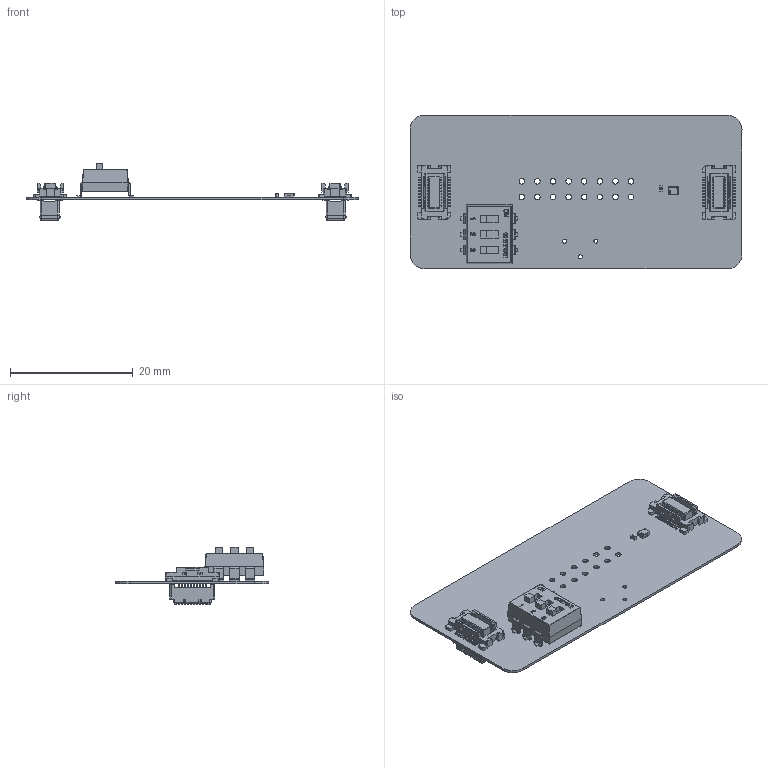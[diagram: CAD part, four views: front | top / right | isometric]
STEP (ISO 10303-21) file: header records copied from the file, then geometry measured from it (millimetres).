
FILE_DESCRIPTION(('Open CASCADE Model'),'2;1');
FILE_NAME('Open CASCADE Shape Model','2022-05-19T10:32:55',('Author'),( 'Open CASCADE'),'Open CASCADE STEP processor 6.8','Open CASCADE 6.8' ,'Unknown');
FILE_SCHEMA(('AUTOMOTIVE_DESIGN { 1 0 10303 214 1 1 1 1 }'));
Length unit declared in the file: millimetre
Products named in the file (31): PCB; Board; Open CASCADE STEP translator 6.8 7.1.1; SW1_C; Switch_Omron_Electronics_Inc-EMC_Div_A6SN-3101_eec; body; pins; actuators; part_number; U1_C; IC_Analog_Devices_ADG824BCPZ-REEL7_eec; 1; 2; Open CASCADE STEP translator 6.8 7.3.1.2.1; Open CASCADE STEP translator 6.8 7.3.1.2.2; Analog_Devices_Logo; C1_C; Cap_Kemet_C0402C562J5RACTU_eec; terminals; value; J4_C; 539160208; Open CASCADE STEP translator 6.8 7.5.1.1; Open CASCADE STEP translator 6.8 7.5.1.2; J3_C; J2_C; 529910208; Open CASCADE STEP translator 6.8 7.7.1.1; Open CASCADE STEP translator 6.8 7.7.1.2; J1_C
Assembly tree (32 placements, depth 5):
  PCB
    Board
      Open CASCADE STEP translator 6.8 7.1.1
    SW1_C
      Switch_Omron_Electronics_Inc-EMC_Div_A6SN-3101_eec
        body
        pins
        actuators
        part_number
    U1_C
      IC_Analog_Devices_ADG824BCPZ-REEL7_eec
        1
        2
          Open CASCADE STEP translator 6.8 7.3.1.2.1
          Open CASCADE STEP translator 6.8 7.3.1.2.2
        Analog_Devices_Logo
    C1_C
      Cap_Kemet_C0402C562J5RACTU_eec
        body
        terminals
        value
    J4_C
      539160208
        Open CASCADE STEP translator 6.8 7.5.1.1
        Open CASCADE STEP translator 6.8 7.5.1.2
    J3_C
      539160208
        Open CASCADE STEP translator 6.8 7.5.1.1
        Open CASCADE STEP translator 6.8 7.5.1.2
    J2_C
      529910208
        Open CASCADE STEP translator 6.8 7.7.1.1
        Open CASCADE STEP translator 6.8 7.7.1.2
    J1_C
      529910208
        Open CASCADE STEP translator 6.8 7.7.1.1
        Open CASCADE STEP translator 6.8 7.7.1.2
Bounding box: 54 x 25 x 9.42 mm (x, y, z)
Volume: 972.1 mm3; surface area: 3992.9 mm2
Topology: 47 solids, 47 shells, 3205 faces, 9237 edges, 6550 vertices
Faces by surface type: plane 2216, cylinder 765, bspline 196, sphere 28
Full cylindrical faces by diameter (mm): 0.092 x1, 0.66 x3, 0.9 x16
Entity records: 66092 total; most frequent: CARTESIAN_POINT 14225, ORIENTED_EDGE 10900, DIRECTION 9766, EDGE_CURVE 5450, LINE 4360, VECTOR 4360, VERTEX_POINT 3596, AXIS2_PLACEMENT_3D 2703
